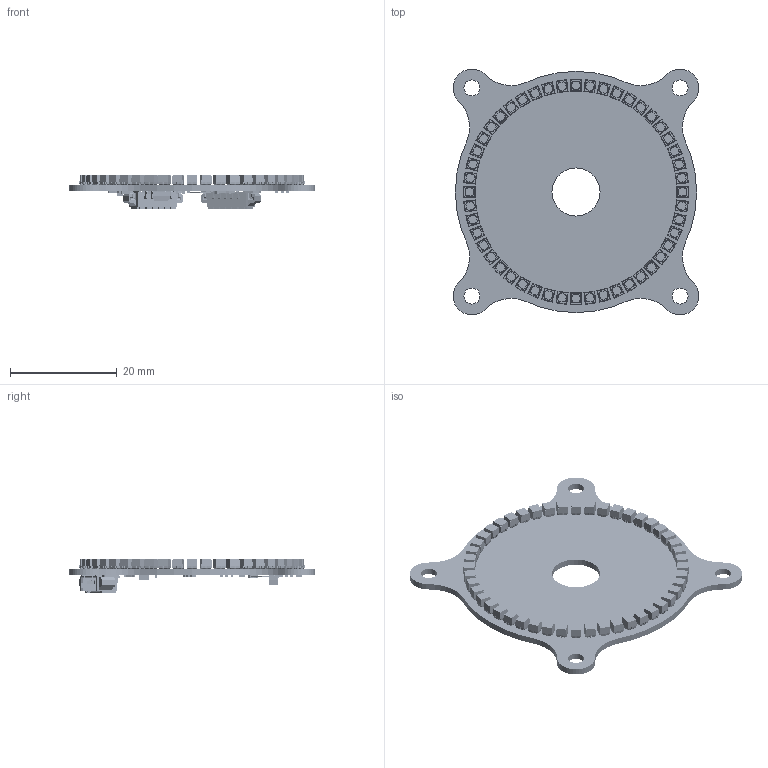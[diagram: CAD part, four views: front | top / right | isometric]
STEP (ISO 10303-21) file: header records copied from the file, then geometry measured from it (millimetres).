
FILE_DESCRIPTION(('Open CASCADE Model'),'2;1');
FILE_NAME('Open CASCADE Shape Model','2022-01-14T20:12:50',('Author'),( 'Open CASCADE'),'Open CASCADE STEP processor 6.8','Open CASCADE 6.8' ,'Unknown');
FILE_SCHEMA(('AUTOMOTIVE_DESIGN { 1 0 10303 214 1 1 1 1 }'));
Length unit declared in the file: millimetre
Products named in the file (109): PCB; Board; Open CASCADE STEP translator 6.8 6.1.1; R22; User_Library-R_0402; R21; R20; R19; R18; R17; R16; R15; R14; R13; R12; R11; R10; R9; R8; R7; R6; P2; 532610571; Open CASCADE STEP translator 6.8 6.19.1.1; Open CASCADE STEP translator 6.8 6.19.1.2; L50; User_Library-V0402HD; User_Library-V0402HD_K_X_F6rper_1; User_Library-V0402HD_Anschl_X_FCsse_1; L49; FB_0805; User_Library-FB_2012_Pad001; User_Library-FB_2012_Cut; C14; User_Library-Capacitor_0402; C13; C12; C11; C1; t491a105k035at ...
Assembly tree (184 placements, depth 4):
  PCB
    Board
      Open CASCADE STEP translator 6.8 6.1.1
    R22
      User_Library-R_0402
    R21
      User_Library-R_0402
    R20
      User_Library-R_0402
    R19
      User_Library-R_0402
    R18
      User_Library-R_0402
    R17
      User_Library-R_0402
    R16
      User_Library-R_0402
    R15
      User_Library-R_0402
    R14
      User_Library-R_0402
    R13
      User_Library-R_0402
    R12
      User_Library-R_0402
    R11
      User_Library-R_0402
    R10
      User_Library-R_0402
    R9
      User_Library-R_0402
    R8
      User_Library-R_0402
    R7
      User_Library-R_0402
    R6
      User_Library-R_0402
    P2
      532610571
        Open CASCADE STEP translator 6.8 6.19.1.1
        Open CASCADE STEP translator 6.8 6.19.1.2
    L50
      User_Library-V0402HD
        User_Library-V0402HD_K_X_F6rper_1
        User_Library-V0402HD_Anschl_X_FCsse_1
    L49
      FB_0805
        User_Library-FB_2012_Pad001
        User_Library-FB_2012_Cut
    C14
      User_Library-Capacitor_0402
    C13
      User_Library-Capacitor_0402
    C12
      User_Library-Capacitor_0402
    C11
      User_Library-Capacitor_0402
    C1
      t491a105k035at
        Open CASCADE STEP translator 6.8 6.26.1.1
Bounding box: 46.04 x 46.04 x 6.51 mm (x, y, z)
Volume: 2639.2 mm3; surface area: 6583.3 mm2
Topology: 440 solids, 448 shells, 11481 faces, 27702 edges, 16736 vertices
Faces by surface type: plane 5769, cylinder 3412, bspline 1116, torus 768, sphere 320, cone 96
Full cylindrical faces by diameter (mm): 3 x4, 9 x1
Entity records: 32456 total; most frequent: CARTESIAN_POINT 7230, DIRECTION 4403, ORIENTED_EDGE 4220, EDGE_CURVE 2110, LINE 1657, VECTOR 1657, AXIS2_PLACEMENT_3D 1373, VERTEX_POINT 1314
